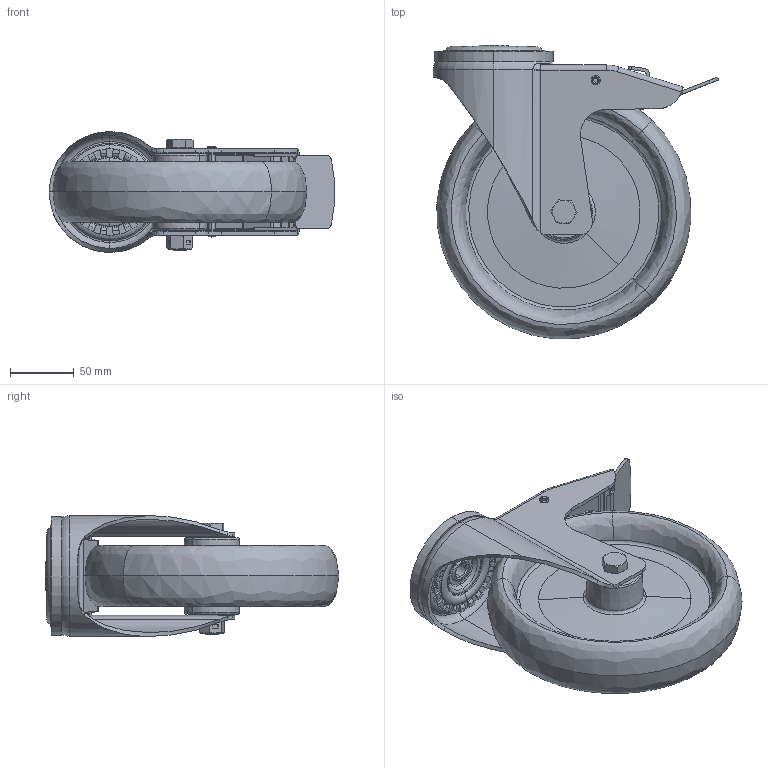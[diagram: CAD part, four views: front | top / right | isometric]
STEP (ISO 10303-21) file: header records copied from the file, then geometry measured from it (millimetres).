
FILE_DESCRIPTION (( 'STEP AP214' ), '1' );
FILE_NAME ('0056047.step', '2023-06-20T09:34:23', ( '' ), ( '' ), 'SwSTEP 2.0', 'SolidWorks 2020', '' );
FILE_SCHEMA (( 'AUTOMOTIVE_DESIGN' ));
Length unit declared in the file: millimetre
Products named in the file (1): 0056047
Bounding box: 224.14 x 230.76 x 95 mm (x, y, z)
Volume: 876879.4 mm3; surface area: 253758.6 mm2
Topology: 17 solids, 18 shells, 1265 faces, 3181 edges, 1964 vertices
Faces by surface type: plane 543, cylinder 276, torus 209, cone 109, bspline 90, sphere 38
Entity records: 59511 total; most frequent: CARTESIAN_POINT 15453, DIRECTION 6335, ORIENTED_EDGE 6266, EDGE_CURVE 3133, AXIS2_PLACEMENT_3D 2415, VERTEX_POINT 1940, LINE 1505, VECTOR 1505
